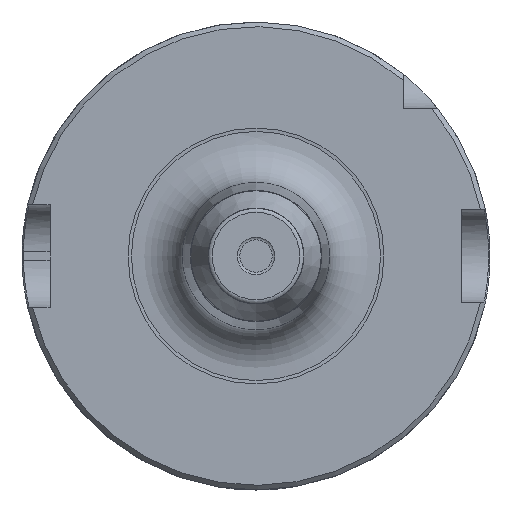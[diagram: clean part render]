
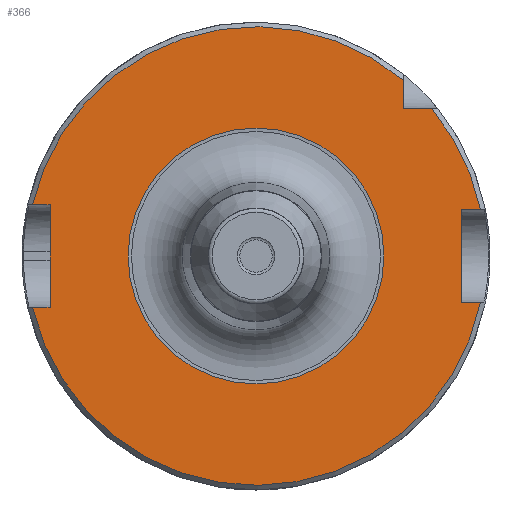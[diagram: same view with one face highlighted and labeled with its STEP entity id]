
A CAD part, left-side view. The second image highlights one B-rep face of the part: STEP entity #366.
In plain terms, the highlighted planar face has unit normal (-1, 0, 0).
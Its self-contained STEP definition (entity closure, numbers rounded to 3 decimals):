
#95=LINE('',#2411,#154);
#96=LINE('',#2413,#155);
#97=LINE('',#2415,#156);
#98=LINE('',#2419,#157);
#99=LINE('',#2421,#158);
#100=LINE('',#2423,#159);
#101=LINE('',#2424,#160);
#102=LINE('',#2426,#161);
#154=VECTOR('',#1718,1.);
#155=VECTOR('',#1719,1.);
#156=VECTOR('',#1720,1.);
#157=VECTOR('',#1723,1.);
#158=VECTOR('',#1724,1.);
#159=VECTOR('',#1725,1.);
#160=VECTOR('',#1726,1.);
#161=VECTOR('',#1727,1.);
#366=ADVANCED_FACE('',(#470,#471),#439,.F.);
#439=PLANE('',#1500);
#470=FACE_BOUND('',#546,.T.);
#471=FACE_BOUND('',#547,.T.);
#546=EDGE_LOOP('',(#734,#735,#736,#737,#738,#739,#740,#741,#742,#743,#744));
#547=EDGE_LOOP('',(#745));
#734=ORIENTED_EDGE('',*,*,#1252,.F.);
#735=ORIENTED_EDGE('',*,*,#1253,.F.);
#736=ORIENTED_EDGE('',*,*,#1254,.F.);
#737=ORIENTED_EDGE('',*,*,#1255,.T.);
#738=ORIENTED_EDGE('',*,*,#1256,.F.);
#739=ORIENTED_EDGE('',*,*,#1257,.F.);
#740=ORIENTED_EDGE('',*,*,#1258,.F.);
#741=ORIENTED_EDGE('',*,*,#1182,.T.);
#742=ORIENTED_EDGE('',*,*,#1259,.F.);
#743=ORIENTED_EDGE('',*,*,#1260,.F.);
#744=ORIENTED_EDGE('',*,*,#1186,.T.);
#745=ORIENTED_EDGE('',*,*,#1261,.F.);
#1039=VERTEX_POINT('',#1997);
#1042=VERTEX_POINT('',#2009);
#1046=VERTEX_POINT('',#2024);
#1047=VERTEX_POINT('',#2026);
#1096=VERTEX_POINT('',#2412);
#1097=VERTEX_POINT('',#2414);
#1098=VERTEX_POINT('',#2416);
#1099=VERTEX_POINT('',#2418);
#1100=VERTEX_POINT('',#2420);
#1101=VERTEX_POINT('',#2422);
#1102=VERTEX_POINT('',#2425);
#1103=VERTEX_POINT('',#2428);
#1182=EDGE_CURVE('',#1039,#1042,#1376,.T.);
#1186=EDGE_CURVE('',#1047,#1046,#1378,.T.);
#1252=EDGE_CURVE('',#1096,#1046,#95,.T.);
#1253=EDGE_CURVE('',#1097,#1096,#96,.T.);
#1254=EDGE_CURVE('',#1098,#1097,#97,.T.);
#1255=EDGE_CURVE('',#1098,#1099,#1398,.T.);
#1256=EDGE_CURVE('',#1100,#1099,#98,.T.);
#1257=EDGE_CURVE('',#1101,#1100,#99,.T.);
#1258=EDGE_CURVE('',#1039,#1101,#100,.T.);
#1259=EDGE_CURVE('',#1102,#1042,#101,.T.);
#1260=EDGE_CURVE('',#1047,#1102,#102,.T.);
#1261=EDGE_CURVE('',#1103,#1103,#1399,.T.);
#1376=CIRCLE('',#1458,49.);
#1378=CIRCLE('',#1461,49.);
#1398=CIRCLE('',#1498,49.);
#1399=CIRCLE('',#1499,27.33);
#1458=AXIS2_PLACEMENT_3D('',#2010,#1622,#1623);
#1461=AXIS2_PLACEMENT_3D('',#2025,#1628,#1629);
#1498=AXIS2_PLACEMENT_3D('',#2417,#1721,#1722);
#1499=AXIS2_PLACEMENT_3D('',#2427,#1728,#1729);
#1500=AXIS2_PLACEMENT_3D('',#2429,#1730,#1731);
#1622=DIRECTION('',(-1.,0.,0.));
#1623=DIRECTION('',(0.,0.,-1.));
#1628=DIRECTION('',(-1.,0.,0.));
#1629=DIRECTION('',(0.,0.,-1.));
#1718=DIRECTION('',(0.,1.,0.));
#1719=DIRECTION('',(0.,0.,1.));
#1720=DIRECTION('',(0.,-1.,0.));
#1721=DIRECTION('',(-1.,0.,0.));
#1722=DIRECTION('',(0.,0.,-1.));
#1723=DIRECTION('',(0.,-1.,0.));
#1724=DIRECTION('',(0.,0.,-1.));
#1725=DIRECTION('',(0.,1.,0.));
#1726=DIRECTION('',(0.,-1.,0.));
#1727=DIRECTION('',(0.,0.,-1.));
#1728=DIRECTION('',(-1.,0.,0.));
#1729=DIRECTION('',(0.,0.,1.));
#1730=DIRECTION('',(1.,0.,0.));
#1731=DIRECTION('',(0.,0.,-1.));
#1997=CARTESIAN_POINT('',(131.,-47.969,10.));
#2009=CARTESIAN_POINT('',(131.,-37.533,31.5));
#2010=CARTESIAN_POINT('',(131.,0.,0.));
#2024=CARTESIAN_POINT('',(131.,47.749,11.));
#2025=CARTESIAN_POINT('',(131.,0.,0.));
#2026=CARTESIAN_POINT('',(131.,-31.5,37.533));
#2411=CARTESIAN_POINT('',(131.,60.5,11.));
#2412=CARTESIAN_POINT('',(131.,44.,11.));
#2413=CARTESIAN_POINT('',(131.,44.,-1.));
#2414=CARTESIAN_POINT('',(131.,44.,-11.));
#2415=CARTESIAN_POINT('',(131.,60.5,-11.));
#2416=CARTESIAN_POINT('',(131.,47.749,-11.));
#2417=CARTESIAN_POINT('',(131.,0.,0.));
#2418=CARTESIAN_POINT('',(131.,-47.969,-10.));
#2419=CARTESIAN_POINT('',(131.,-60.5,-10.));
#2420=CARTESIAN_POINT('',(131.,-44.,-10.));
#2421=CARTESIAN_POINT('',(131.,-44.,0.));
#2422=CARTESIAN_POINT('',(131.,-44.,10.));
#2423=CARTESIAN_POINT('',(131.,-60.5,10.));
#2424=CARTESIAN_POINT('',(131.,-60.5,31.5));
#2425=CARTESIAN_POINT('',(131.,-31.5,31.5));
#2426=CARTESIAN_POINT('',(131.,-31.5,41.5));
#2427=CARTESIAN_POINT('',(131.,0.,0.));
#2428=CARTESIAN_POINT('',(131.,0.,27.33));
#2429=CARTESIAN_POINT('',(131.,0.,45.85));
